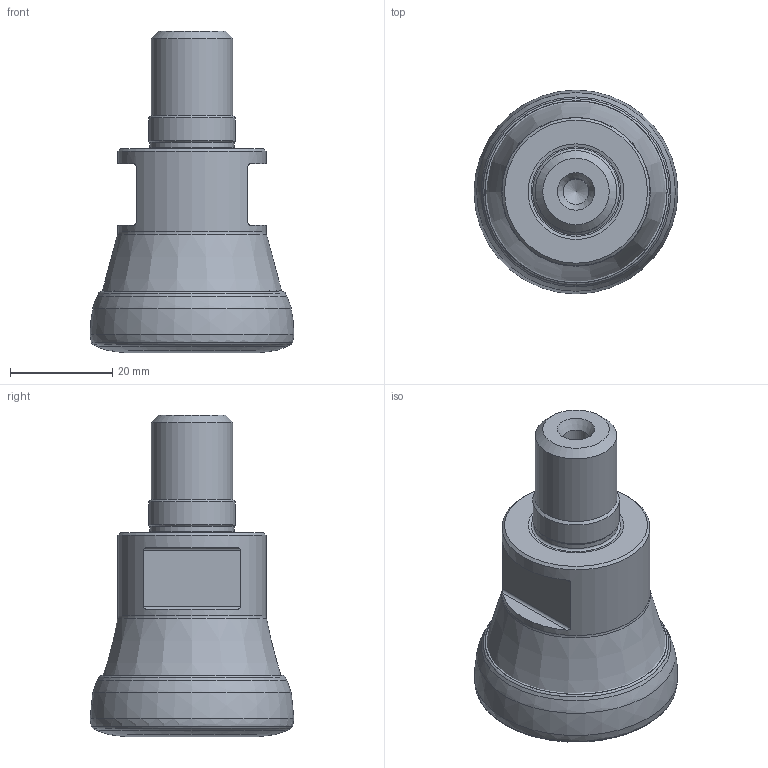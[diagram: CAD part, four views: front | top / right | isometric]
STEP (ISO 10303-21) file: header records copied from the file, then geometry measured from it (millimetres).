
FILE_DESCRIPTION(/* description */ (''),/* implementation_level */ '2;1');
FILE_NAME(/* name */ '40E4R040M16_SZD12_C_115009836ndi000_00_SIM.stp',/* time_stamp */ '2019-12-20T08:28:59+01:00',/* author */ (''),/* organization */ (''),/* preprocessor_version */ 'ST-DEVELOPER v16.7',/* originating_system */ 'SIEMENS PLM Software NX 12.0',/* authorisation */ '');
FILE_SCHEMA (('AUTOMOTIVE_DESIGN { 1 0 10303 214 3 1 1 1 }'));
Length unit declared in the file: millimetre
Products named in the file (1): hc72072C52DCsqbn
Bounding box: 39.9 x 39.9 x 63 mm (x, y, z)
Volume: 44814.8 mm3; surface area: 11058.6 mm2
Topology: 2 solids, 2 shells, 65 faces, 147 edges, 86 vertices
Faces by surface type: revolution 28, cylinder 10, cone 10, plane 9, torus 8
Full cylindrical faces by diameter (mm): 5 x1, 16 x1, 16.493 x1, 16.993 x1, 29 x1, 36.31 x1
Entity records: 1729 total; most frequent: CARTESIAN_POINT 547, DIRECTION 224, ORIENTED_EDGE 156, EDGE_LOOP 120, FACE_BOUND 110, AXIS2_PLACEMENT_3D 92, EDGE_CURVE 78, VERTEX_POINT 71
